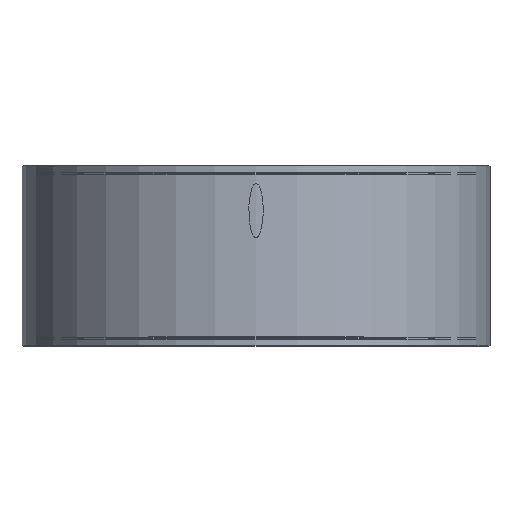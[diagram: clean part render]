
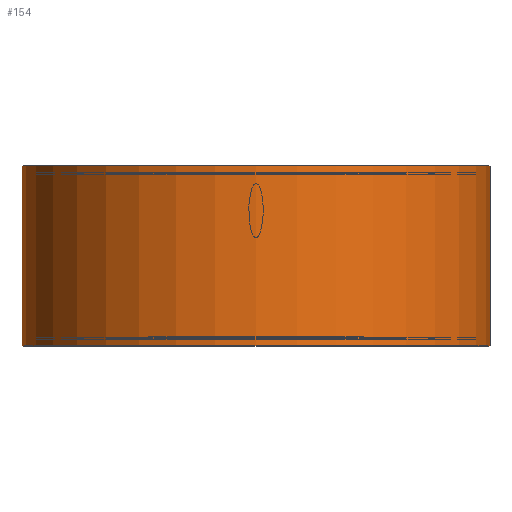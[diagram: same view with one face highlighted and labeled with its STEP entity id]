
A CAD part, top view. The second image highlights one B-rep face of the part: STEP entity #154.
In plain terms, the highlighted cylindrical face has radius 650 mm (diameter 1300 mm), a full revolution.
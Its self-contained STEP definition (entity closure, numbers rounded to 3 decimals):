
#154=ADVANCED_FACE('',(#287,#288),#170,.T.);
#170=CYLINDRICAL_SURFACE('',#896,650.);
#287=FACE_BOUND('',#375,.T.);
#288=FACE_BOUND('',#376,.T.);
#375=EDGE_LOOP('',(#581));
#376=EDGE_LOOP('',(#582));
#581=ORIENTED_EDGE('',*,*,#776,.T.);
#582=ORIENTED_EDGE('',*,*,#775,.F.);
#672=VERTEX_POINT('',#4306);
#673=VERTEX_POINT('',#4309);
#775=EDGE_CURVE('',#672,#672,#808,.T.);
#776=EDGE_CURVE('',#673,#673,#809,.T.);
#808=CIRCLE('',#893,650.);
#809=CIRCLE('',#895,650.);
#893=AXIS2_PLACEMENT_3D('',#4305,#1018,#1019);
#895=AXIS2_PLACEMENT_3D('',#4308,#1022,#1023);
#896=AXIS2_PLACEMENT_3D('',#4310,#1024,#1025);
#1018=DIRECTION('',(0.,-1.,0.));
#1019=DIRECTION('',(0.,0.,-1.));
#1022=DIRECTION('',(0.,-1.,0.));
#1023=DIRECTION('',(0.,0.,-1.));
#1024=DIRECTION('',(0.,-1.,0.));
#1025=DIRECTION('',(0.,0.,-1.));
#4305=CARTESIAN_POINT('',(0.,-250.,0.));
#4306=CARTESIAN_POINT('',(0.,-250.,-650.));
#4308=CARTESIAN_POINT('',(0.,250.,0.));
#4309=CARTESIAN_POINT('',(0.,250.,-650.));
#4310=CARTESIAN_POINT('',(0.,0.,0.));
